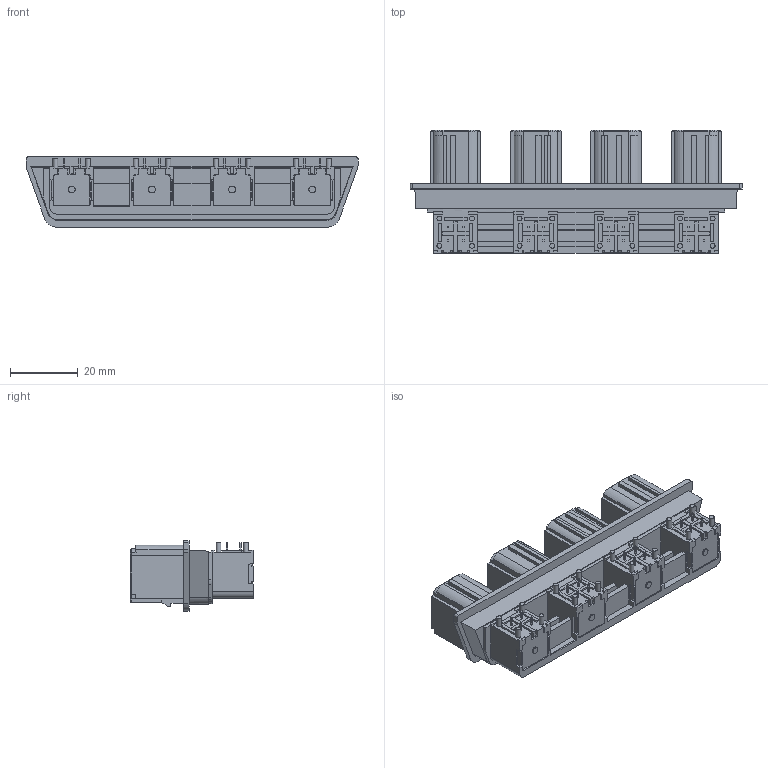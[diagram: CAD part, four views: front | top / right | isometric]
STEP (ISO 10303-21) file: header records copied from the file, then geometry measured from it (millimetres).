
FILE_DESCRIPTION(/* description */ (''),/* implementation_level */ '2;1');
FILE_NAME(/* name */ '35670114-ENV01_01.stp',/* time_stamp */ '2025-04-20T15:08:10+08:00',/* author */ (''),/* organization */ (''),/* preprocessor_version */ 'ST-DEVELOPER v20',/* originating_system */ 'SIEMENS PLM Software NX2312.4001',/* authorisation */ '');
FILE_SCHEMA (('AUTOMOTIVE_DESIGN { 1 0 10303 214 3 1 1 1 }'));
Length unit declared in the file: millimetre
Products named in the file (1): 35670114-ENV01_01
Bounding box: 98.1 x 36.45 x 20.75 mm (x, y, z)
Volume: 27915.5 mm3; surface area: 18374.7 mm2
Topology: 1 solids, 1 shells, 1077 faces, 2805 edges, 1840 vertices
Faces by surface type: plane 832, cylinder 167, cone 68, bspline 8, extrusion 2
Full cylindrical faces by diameter (mm): 0.4 x16, 1.44 x16, 2 x4, 2.3 x16, 2.6 x4, 2.8 x16
Entity records: 36760 total; most frequent: CARTESIAN_POINT 6334, ORIENTED_EDGE 5320, DIRECTION 5144, EDGE_CURVE 2660, VECTOR 2150, LINE 2148, VERTEX_POINT 1787, AXIS2_PLACEMENT_3D 1497
